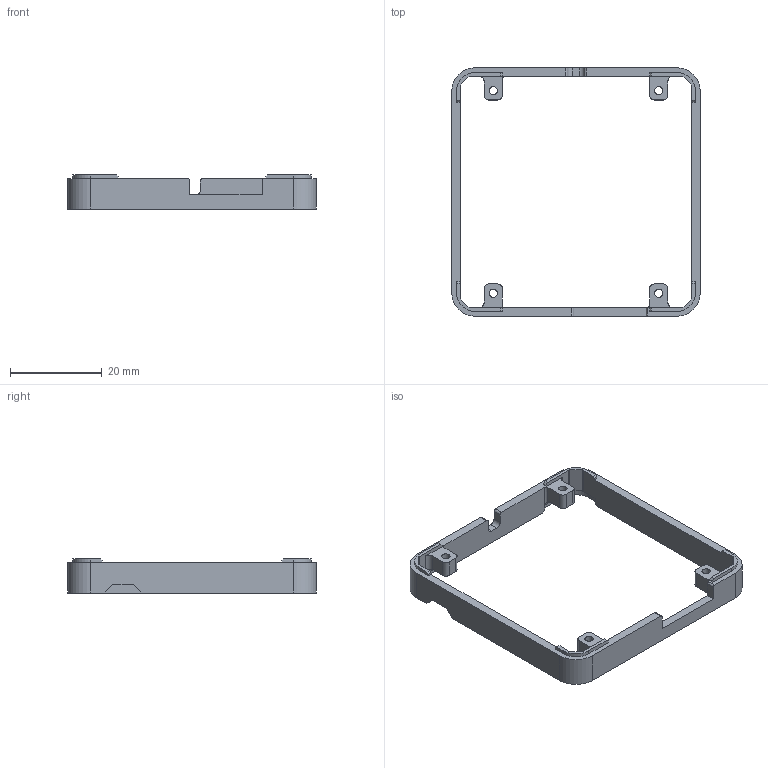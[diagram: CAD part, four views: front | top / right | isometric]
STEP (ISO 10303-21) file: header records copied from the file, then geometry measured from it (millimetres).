
FILE_DESCRIPTION(/* description */ (''),/* implementation_level */ '2;1');
FILE_NAME(/* name */ 'stack047_spk-vol_03.stp',/* time_stamp */ '2018-05-19T21:02:48+09:00',/* author */ (''),/* organization */ (''),/* preprocessor_version */ 'ST-DEVELOPER v15.2',/* originating_system */ 'Autodesk Translator Framework v2.0.0.5431',/* authorisation */ '');
FILE_SCHEMA (('AUTOMOTIVE_DESIGN { 1 0 10303 214 3 1 1 }'));
Length unit declared in the file: centimetre
Products named in the file (1): stack047_spk-vol_03
Bounding box: 54 x 54 x 7.4 mm (x, y, z)
Volume: 2490.2 mm3; surface area: 3736.6 mm2
Topology: 1 solids, 1 shells, 147 faces, 429 edges, 282 vertices
Faces by surface type: plane 97, cylinder 50
Full cylindrical faces by diameter (mm): 1.8 x4
Entity records: 4933 total; most frequent: CARTESIAN_POINT 948, ORIENTED_EDGE 850, DIRECTION 804, EDGE_CURVE 425, LINE 324, VECTOR 324, VERTEX_POINT 282, AXIS2_PLACEMENT_3D 240
